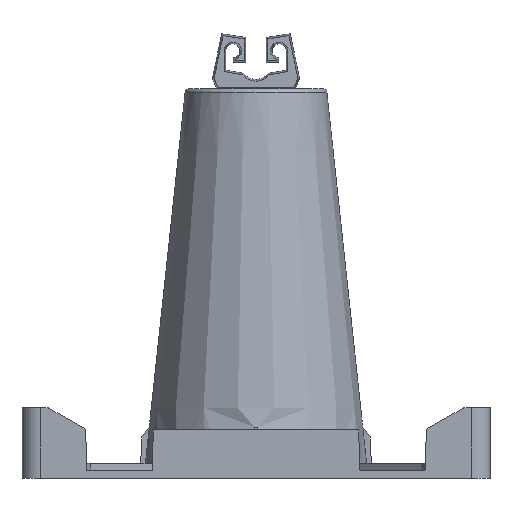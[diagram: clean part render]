
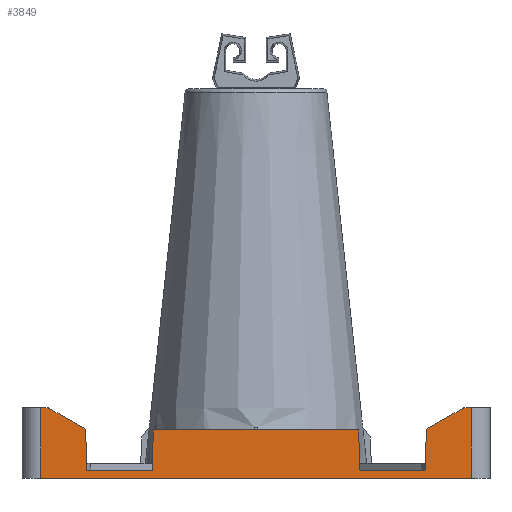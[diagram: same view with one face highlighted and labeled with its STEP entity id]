
A CAD part, front view. The second image highlights one B-rep face of the part: STEP entity #3849.
In plain terms, the highlighted planar face has unit normal (0, -1, 0).
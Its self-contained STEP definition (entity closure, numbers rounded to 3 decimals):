
#242=CIRCLE('',#4165,1.);
#243=CIRCLE('',#4170,1.);
#389=FACE_OUTER_BOUND('',#616,.T.);
#616=EDGE_LOOP('',(#3021,#3022,#3023,#3024,#3025,#3026,#3027,#3028,#3029,
#3030,#3031,#3032,#3033,#3034,#3035,#3036));
#769=LINE('',#5535,#1154);
#845=LINE('',#5921,#1230);
#860=LINE('',#5955,#1245);
#919=LINE('',#6126,#1304);
#922=LINE('',#6132,#1307);
#944=LINE('',#6229,#1329);
#953=LINE('',#6248,#1338);
#956=LINE('',#6254,#1341);
#959=LINE('',#6262,#1344);
#960=LINE('',#6263,#1345);
#961=LINE('',#6264,#1346);
#962=LINE('',#6266,#1347);
#963=LINE('',#6267,#1348);
#964=LINE('',#6268,#1349);
#1154=VECTOR('',#4431,10.);
#1230=VECTOR('',#4669,10.);
#1245=VECTOR('',#4694,10.);
#1304=VECTOR('',#4829,10.);
#1307=VECTOR('',#4834,10.);
#1329=VECTOR('',#4920,10.);
#1338=VECTOR('',#4941,10.);
#1341=VECTOR('',#4948,10.);
#1344=VECTOR('',#4957,10.);
#1345=VECTOR('',#4958,10.);
#1346=VECTOR('',#4959,10.);
#1347=VECTOR('',#4960,10.);
#1348=VECTOR('',#4961,10.);
#1349=VECTOR('',#4962,10.);
#1565=VERTEX_POINT('',#5532);
#1566=VERTEX_POINT('',#5534);
#1664=VERTEX_POINT('',#5917);
#1665=VERTEX_POINT('',#5919);
#1678=VERTEX_POINT('',#5951);
#1679=VERTEX_POINT('',#5953);
#1737=VERTEX_POINT('',#6123);
#1738=VERTEX_POINT('',#6125);
#1739=VERTEX_POINT('',#6129);
#1740=VERTEX_POINT('',#6131);
#1755=VERTEX_POINT('',#6226);
#1756=VERTEX_POINT('',#6228);
#1760=VERTEX_POINT('',#6244);
#1762=VERTEX_POINT('',#6256);
#1763=VERTEX_POINT('',#6258);
#1764=VERTEX_POINT('',#6265);
#1940=EDGE_CURVE('',#1566,#1565,#769,.T.);
#2093=EDGE_CURVE('',#1664,#1665,#845,.T.);
#2109=EDGE_CURVE('',#1678,#1679,#860,.T.);
#2187=EDGE_CURVE('',#1738,#1737,#919,.T.);
#2190=EDGE_CURVE('',#1740,#1739,#922,.T.);
#2229=EDGE_CURVE('',#1755,#1756,#944,.T.);
#2240=EDGE_CURVE('',#1760,#1755,#242,.T.);
#2241=EDGE_CURVE('',#1760,#1664,#953,.T.);
#2244=EDGE_CURVE('',#1678,#1737,#956,.T.);
#2246=EDGE_CURVE('',#1763,#1762,#243,.T.);
#2248=EDGE_CURVE('',#1738,#1665,#959,.T.);
#2249=EDGE_CURVE('',#1679,#1740,#960,.T.);
#2250=EDGE_CURVE('',#1763,#1739,#961,.T.);
#2251=EDGE_CURVE('',#1762,#1764,#962,.T.);
#2252=EDGE_CURVE('',#1764,#1566,#963,.T.);
#2253=EDGE_CURVE('',#1756,#1565,#964,.T.);
#3021=ORIENTED_EDGE('',*,*,#2093,.T.);
#3022=ORIENTED_EDGE('',*,*,#2248,.F.);
#3023=ORIENTED_EDGE('',*,*,#2187,.T.);
#3024=ORIENTED_EDGE('',*,*,#2244,.F.);
#3025=ORIENTED_EDGE('',*,*,#2109,.T.);
#3026=ORIENTED_EDGE('',*,*,#2249,.T.);
#3027=ORIENTED_EDGE('',*,*,#2190,.T.);
#3028=ORIENTED_EDGE('',*,*,#2250,.F.);
#3029=ORIENTED_EDGE('',*,*,#2246,.T.);
#3030=ORIENTED_EDGE('',*,*,#2251,.T.);
#3031=ORIENTED_EDGE('',*,*,#2252,.T.);
#3032=ORIENTED_EDGE('',*,*,#1940,.T.);
#3033=ORIENTED_EDGE('',*,*,#2253,.F.);
#3034=ORIENTED_EDGE('',*,*,#2229,.F.);
#3035=ORIENTED_EDGE('',*,*,#2240,.F.);
#3036=ORIENTED_EDGE('',*,*,#2241,.T.);
#3658=PLANE('',#4171);
#3849=ADVANCED_FACE('',(#389),#3658,.T.);
#4165=AXIS2_PLACEMENT_3D('',#6246,#4937,#4938);
#4170=AXIS2_PLACEMENT_3D('',#6259,#4952,#4953);
#4171=AXIS2_PLACEMENT_3D('',#6261,#4955,#4956);
#4431=DIRECTION('',(1.,0.,0.));
#4669=DIRECTION('',(-0.035,0.,-0.999));
#4694=DIRECTION('',(-0.035,0.,-0.999));
#4829=DIRECTION('',(-0.035,0.,0.999));
#4834=DIRECTION('',(-0.035,0.,0.999));
#4920=DIRECTION('',(1.,0.,0.));
#4937=DIRECTION('center_axis',(0.,1.,0.));
#4938=DIRECTION('ref_axis',(-0.257,0.,0.966));
#4941=DIRECTION('',(-0.868,0.,-0.496));
#4948=DIRECTION('',(1.,0.,0.));
#4952=DIRECTION('center_axis',(0.,-1.,0.));
#4953=DIRECTION('ref_axis',(0.257,0.,0.966));
#4955=DIRECTION('center_axis',(0.,-1.,0.));
#4956=DIRECTION('ref_axis',(1.,0.,0.));
#4957=DIRECTION('',(1.,0.,0.));
#4958=DIRECTION('',(-1.,0.,0.));
#4959=DIRECTION('',(0.868,0.,-0.496));
#4960=DIRECTION('',(-1.,0.,0.));
#4961=DIRECTION('',(0.,0.,-1.));
#4962=DIRECTION('',(0.,0.,-1.));
#5532=CARTESIAN_POINT('',(58.,-63.,0.));
#5534=CARTESIAN_POINT('',(-58.,-63.,0.));
#5535=CARTESIAN_POINT('',(-63.,-63.,0.));
#5917=CARTESIAN_POINT('',(45.892,-63.,13.224));
#5919=CARTESIAN_POINT('',(45.5,-63.,2.));
#5921=CARTESIAN_POINT('',(45.399,-63.,-0.891));
#5951=CARTESIAN_POINT('',(-27.616,-63.,13.));
#5953=CARTESIAN_POINT('',(-28.,-63.,2.));
#5955=CARTESIAN_POINT('',(-28.056,-63.,0.391));
#6123=CARTESIAN_POINT('',(27.616,-63.,13.));
#6125=CARTESIAN_POINT('',(28.,-63.,2.));
#6126=CARTESIAN_POINT('',(27.979,-63.,2.588));
#6129=CARTESIAN_POINT('',(-45.892,-63.,13.224));
#6131=CARTESIAN_POINT('',(-45.5,-63.,2.));
#6132=CARTESIAN_POINT('',(-45.476,-63.,1.306));
#6226=CARTESIAN_POINT('',(56.266,-63.,19.));
#6228=CARTESIAN_POINT('',(58.,-63.,19.));
#6229=CARTESIAN_POINT('',(29.,-63.,19.));
#6244=CARTESIAN_POINT('',(55.769,-63.,18.868));
#6246=CARTESIAN_POINT('Origin',(56.266,-63.,18.));
#6248=CARTESIAN_POINT('',(1.804,-63.,-11.969));
#6254=CARTESIAN_POINT('',(14.,-63.,13.));
#6256=CARTESIAN_POINT('',(-56.266,-63.,19.));
#6258=CARTESIAN_POINT('',(-55.769,-63.,18.868));
#6259=CARTESIAN_POINT('Origin',(-56.266,-63.,18.));
#6261=CARTESIAN_POINT('Origin',(-63.,-63.,0.));
#6262=CARTESIAN_POINT('',(63.,-63.,2.));
#6263=CARTESIAN_POINT('',(-63.,-63.,2.));
#6264=CARTESIAN_POINT('',(-1.804,-63.,-11.969));
#6265=CARTESIAN_POINT('',(-58.,-63.,19.));
#6266=CARTESIAN_POINT('',(-29.,-63.,19.));
#6267=CARTESIAN_POINT('',(-58.,-63.,0.));
#6268=CARTESIAN_POINT('',(58.,-63.,0.));
